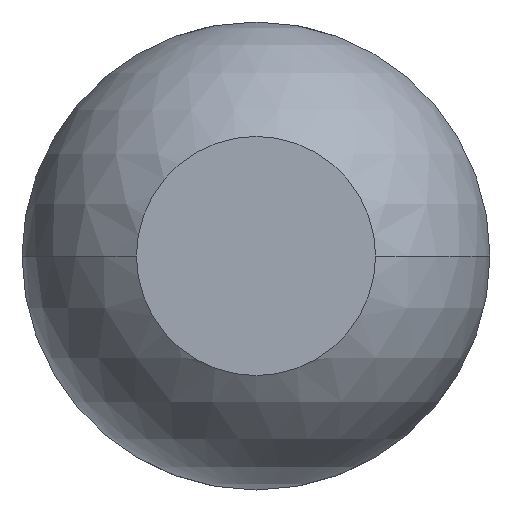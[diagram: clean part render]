
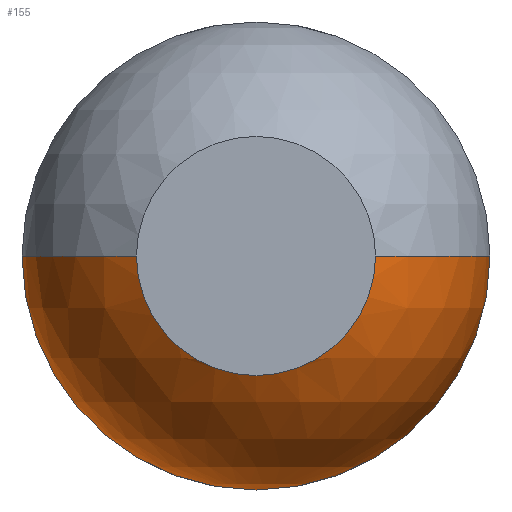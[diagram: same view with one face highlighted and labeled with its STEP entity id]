
A CAD part, front view. The second image highlights one B-rep face of the part: STEP entity #155.
In plain terms, the highlighted spherical face has radius 0.685 mm.
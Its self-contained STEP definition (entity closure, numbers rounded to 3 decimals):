
#49 = EDGE_CURVE ( 'Defeature ausgef�hrt2_17+Defeature ausgef�hrt2_4+Defeature ausgef�hrt2_4+Defeature ausgef�hrt2_4', #3882, #1667, #3515, .T. ) ;
#155 = ADVANCED_FACE ( 'Defeature ausgef�hrt2_4', ( #156 ), #4066, .T. ) ;
#156 = FACE_OUTER_BOUND ( 'NONE', #3064, .T. ) ;
#201 = CIRCLE ( 'NONE', #2286, 0.685 ) ;
#286 = VERTEX_POINT ( 'NONE', #1423 ) ;
#332 = AXIS2_PLACEMENT_3D ( 'NONE', #2600, #3347, #2370 ) ;
#347 = CARTESIAN_POINT ( 'NONE',  ( 0., -29.411, 0. ) ) ;
#434 = EDGE_CURVE ( 'Defeature ausgef�hrt2_5+Defeature ausgef�hrt2_4+Defeature ausgef�hrt2_4+Defeature ausgef�hrt2_4', #3322, #1525, #201, .T. ) ;
#535 = EDGE_CURVE ( 'NONE', #4027, #3322, #3319, .T. ) ;
#680 = ORIENTED_EDGE ( 'NONE', *, *, #535, .F. ) ;
#698 = CARTESIAN_POINT ( 'NONE',  ( 0., -30., -0.35 ) ) ;
#1127 = CARTESIAN_POINT ( 'NONE',  ( 0.35, -30., 0. ) ) ;
#1315 = EDGE_CURVE ( 'Defeature ausgef�hrt2_5+Defeature ausgef�hrt2_4+Defeature ausgef�hrt2_4+Defeature ausgef�hrt2_4', #1525, #286, #3656, .T. ) ;
#1423 = CARTESIAN_POINT ( 'NONE',  ( -0.685, -29.411, 0. ) ) ;
#1518 = DIRECTION ( 'NONE',  ( 0., 0., -1. ) ) ;
#1525 = VERTEX_POINT ( 'NONE', #3066 ) ;
#1667 = VERTEX_POINT ( 'NONE', #698 ) ;
#1683 = CARTESIAN_POINT ( 'NONE',  ( -0.35, -30., 0. ) ) ;
#1722 = ORIENTED_EDGE ( 'NONE', *, *, #3466, .T. ) ;
#1836 = CARTESIAN_POINT ( 'NONE',  ( 0., -30., 0. ) ) ;
#1845 = DIRECTION ( 'NONE',  ( 1., 0., 0. ) ) ;
#1947 = DIRECTION ( 'NONE',  ( 0., 0., -1. ) ) ;
#1961 = CARTESIAN_POINT ( 'NONE',  ( 0., -29.411, 0. ) ) ;
#2202 = CARTESIAN_POINT ( 'NONE',  ( 0.685, -29.411, 0. ) ) ;
#2213 = ORIENTED_EDGE ( 'NONE', *, *, #1315, .F. ) ;
#2256 = CIRCLE ( 'NONE', #4014, 0.685 ) ;
#2286 = AXIS2_PLACEMENT_3D ( 'NONE', #347, #3809, #3232 ) ;
#2290 = AXIS2_PLACEMENT_3D ( 'NONE', #1836, #3431, #3718 ) ;
#2370 = DIRECTION ( 'NONE',  ( 1., 0., 0. ) ) ;
#2438 = CIRCLE ( 'NONE', #2290, 0.35 ) ;
#2467 = AXIS2_PLACEMENT_3D ( 'NONE', #2700, #2659, #3343 ) ;
#2600 = CARTESIAN_POINT ( 'NONE',  ( 0., -29.411, 0. ) ) ;
#2659 = DIRECTION ( 'NONE',  ( 0., 1., 0. ) ) ;
#2671 = ORIENTED_EDGE ( 'NONE', *, *, #49, .F. ) ;
#2700 = CARTESIAN_POINT ( 'NONE',  ( 0., -29.411, 0. ) ) ;
#2763 = CARTESIAN_POINT ( 'NONE',  ( 0., -30., 0. ) ) ;
#2915 = AXIS2_PLACEMENT_3D ( 'NONE', #3427, #3738, #1845 ) ;
#2969 = AXIS2_PLACEMENT_3D ( 'NONE', #2763, #3424, #1518 ) ;
#2991 = ORIENTED_EDGE ( 'NONE', *, *, #4091, .F. ) ;
#3064 = EDGE_LOOP ( 'NONE', ( #2671, #1722, #2213, #3423, #680, #2991 ) ) ;
#3066 = CARTESIAN_POINT ( 'NONE',  ( 0., -29.411, -0.685 ) ) ;
#3232 = DIRECTION ( 'NONE',  ( 0., 0., 1. ) ) ;
#3319 = CIRCLE ( 'NONE', #2915, 0.685 ) ;
#3322 = VERTEX_POINT ( 'NONE', #2202 ) ;
#3343 = DIRECTION ( 'NONE',  ( 0., 0., 1. ) ) ;
#3347 = DIRECTION ( 'NONE',  ( 0., 0., -1. ) ) ;
#3423 = ORIENTED_EDGE ( 'NONE', *, *, #434, .F. ) ;
#3424 = DIRECTION ( 'NONE',  ( 0., -1., 0. ) ) ;
#3427 = CARTESIAN_POINT ( 'NONE',  ( 0., -29.411, 0. ) ) ;
#3431 = DIRECTION ( 'NONE',  ( 0., -1., 0. ) ) ;
#3466 = EDGE_CURVE ( 'NONE', #3882, #286, #2256, .T. ) ;
#3515 = CIRCLE ( 'NONE', #2969, 0.35 ) ;
#3656 = CIRCLE ( 'NONE', #2467, 0.685 ) ;
#3718 = DIRECTION ( 'NONE',  ( 0., 0., -1. ) ) ;
#3738 = DIRECTION ( 'NONE',  ( 0., 0., 1. ) ) ;
#3809 = DIRECTION ( 'NONE',  ( 0., 1., 0. ) ) ;
#3862 = DIRECTION ( 'NONE',  ( -1., 0., 0. ) ) ;
#3882 = VERTEX_POINT ( 'NONE', #1683 ) ;
#4014 = AXIS2_PLACEMENT_3D ( 'NONE', #1961, #1947, #3862 ) ;
#4027 = VERTEX_POINT ( 'NONE', #1127 ) ;
#4066 = SPHERICAL_SURFACE ( 'NONE', #332, 0.685 ) ;
#4091 = EDGE_CURVE ( 'Defeature ausgef�hrt2_17+Defeature ausgef�hrt2_4+Defeature ausgef�hrt2_4+Defeature ausgef�hrt2_4', #1667, #4027, #2438, .T. ) ;
